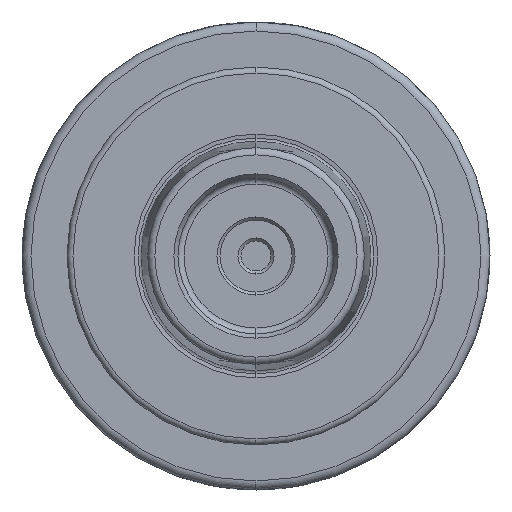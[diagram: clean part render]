
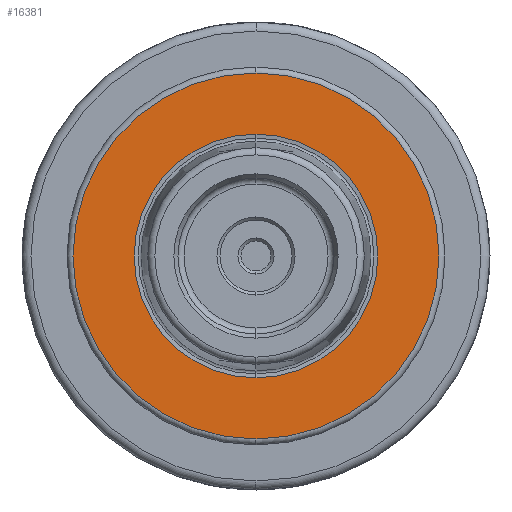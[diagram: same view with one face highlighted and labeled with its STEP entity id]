
A CAD part, left-side view. The second image highlights one B-rep face of the part: STEP entity #16381.
In plain terms, the highlighted planar face has unit normal (-1, 0, 0).
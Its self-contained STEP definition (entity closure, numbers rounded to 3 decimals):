
#134 = VERTEX_POINT ( 'NONE', #21733 ) ;
#162 = VERTEX_POINT ( 'NONE', #21917 ) ;
#166 = VERTEX_POINT ( 'NONE', #21911 ) ;
#177 = VERTEX_POINT ( 'NONE', #17060 ) ;
#710 = EDGE_CURVE ( 'NONE', #162, #166, #1333, .T. ) ;
#913 = EDGE_CURVE ( 'NONE', #134, #177, #1096, .T. ) ;
#1096 = CIRCLE ( 'NONE', #1511, 30.5 ) ;
#1333 = CIRCLE ( 'NONE', #13138, 20.308 ) ;
#1511 = AXIS2_PLACEMENT_3D ( 'NONE', #11984, #11996, #12000 ) ;
#6369 = AXIS2_PLACEMENT_3D ( 'NONE', #14567, #14582, #14598 ) ;
#6455 = AXIS2_PLACEMENT_3D ( 'NONE', #15634, #15585, #15571 ) ;
#9725 = CIRCLE ( 'NONE', #6369, 30.5 ) ;
#9919 = CIRCLE ( 'NONE', #6455, 20.308 ) ;
#10703 = ORIENTED_EDGE ( 'NONE', *, *, #17300, .T. ) ;
#10900 = EDGE_LOOP ( 'NONE', ( #13735, #10703 ) ) ;
#10915 = EDGE_LOOP ( 'NONE', ( #13719, #13734 ) ) ;
#11984 = CARTESIAN_POINT ( 'NONE',  ( 0., 0., 0. ) ) ;
#11996 = DIRECTION ( 'NONE',  ( -1., 0., 0. ) ) ;
#12000 = DIRECTION ( 'NONE',  ( 0., 0., 1. ) ) ;
#13138 = AXIS2_PLACEMENT_3D ( 'NONE', #24849, #24836, #24821 ) ;
#13719 = ORIENTED_EDGE ( 'NONE', *, *, #913, .T. ) ;
#13734 = ORIENTED_EDGE ( 'NONE', *, *, #17106, .T. ) ;
#13735 = ORIENTED_EDGE ( 'NONE', *, *, #710, .T. ) ;
#14567 = CARTESIAN_POINT ( 'NONE',  ( 0., 0., 0. ) ) ;
#14582 = DIRECTION ( 'NONE',  ( -1., 0., 0. ) ) ;
#14598 = DIRECTION ( 'NONE',  ( 0., 0., 1. ) ) ;
#15571 = DIRECTION ( 'NONE',  ( 0., 0., -1. ) ) ;
#15585 = DIRECTION ( 'NONE',  ( 1., 0., 0. ) ) ;
#15634 = CARTESIAN_POINT ( 'NONE',  ( 0., 0., 0. ) ) ;
#16381 = ADVANCED_FACE ( 'NONE', ( #23135, #23103 ), #19032, .T. ) ;
#17060 = CARTESIAN_POINT ( 'NONE',  ( 0., 0., -30.5 ) ) ;
#17106 = EDGE_CURVE ( 'NONE', #177, #134, #9725, .T. ) ;
#17300 = EDGE_CURVE ( 'NONE', #166, #162, #9919, .T. ) ;
#17610 = AXIS2_PLACEMENT_3D ( 'NONE', #19015, #19017, #19010 ) ;
#19010 = DIRECTION ( 'NONE',  ( 0., 0., 1. ) ) ;
#19015 = CARTESIAN_POINT ( 'NONE',  ( 0., 20.308, 0. ) ) ;
#19017 = DIRECTION ( 'NONE',  ( -1., 0., 0. ) ) ;
#19032 = PLANE ( 'NONE',  #17610 ) ;
#21733 = CARTESIAN_POINT ( 'NONE',  ( 0., 0., 30.5 ) ) ;
#21911 = CARTESIAN_POINT ( 'NONE',  ( 0., 0., -20.308 ) ) ;
#21917 = CARTESIAN_POINT ( 'NONE',  ( 0., 0., 20.308 ) ) ;
#23103 = FACE_BOUND ( 'NONE', #10900, .T. ) ;
#23135 = FACE_OUTER_BOUND ( 'NONE', #10915, .T. ) ;
#24821 = DIRECTION ( 'NONE',  ( 0., 0., -1. ) ) ;
#24836 = DIRECTION ( 'NONE',  ( 1., 0., 0. ) ) ;
#24849 = CARTESIAN_POINT ( 'NONE',  ( 0., 0., 0. ) ) ;
